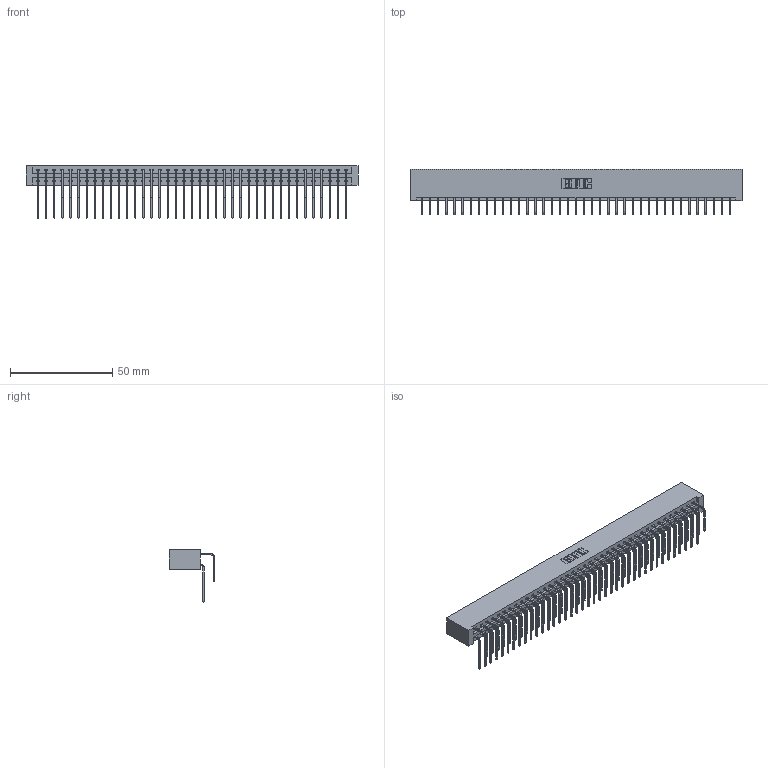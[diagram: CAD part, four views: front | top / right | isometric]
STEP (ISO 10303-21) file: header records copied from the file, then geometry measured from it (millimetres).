
FILE_DESCRIPTION (( 'STEP AP203' ), '1' );
FILE_NAME ('387-078-558-201.STEP', '2018-09-23T17:37:23', ( '' ), ( '' ), 'SwSTEP 2.0', 'SolidWorks 2016', '' );
FILE_SCHEMA (( 'CONFIG_CONTROL_DESIGN' ));
Length unit declared in the file: inch
Products named in the file (4): 337 Part_No Mounting Lugs; 345-292-001_558 559 Tail - 1; 345-292-001_558 Tail - 2; 387-078-558-201
Assembly tree (79 placements, depth 2):
  387-078-558-201
    337 Part_No Mounting Lugs
    345-292-001_558 559 Tail - 1  x39
    345-292-001_558 Tail - 2  x39
Bounding box: 162.41 x 22.17 x 25.53 mm (x, y, z)
Volume: 18286.6 mm3; surface area: 22959.3 mm2
Topology: 79 solids, 79 shells, 4474 faces, 13313 edges, 8770 vertices
Faces by surface type: plane 3186, cylinder 1288
Entity records: 32133 total; most frequent: CARTESIAN_POINT 5461, ORIENTED_EDGE 5346, DIRECTION 4625, EDGE_CURVE 2673, LINE 2513, VECTOR 2513, VERTEX_POINT 1778, AXIS2_PLACEMENT_3D 1056
